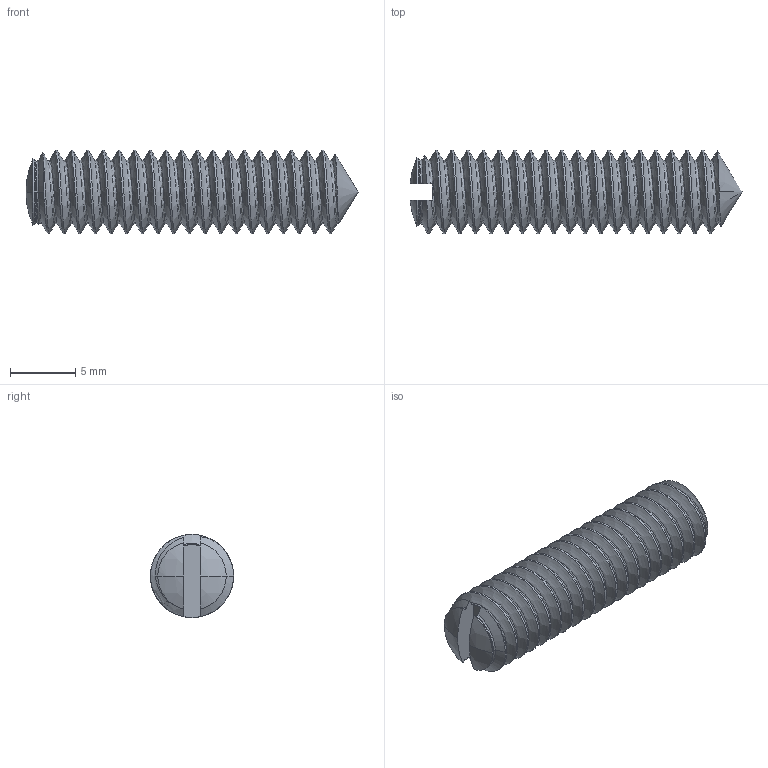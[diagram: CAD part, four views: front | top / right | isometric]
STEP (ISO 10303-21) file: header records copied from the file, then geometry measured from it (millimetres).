
FILE_DESCRIPTION (( 'STEP AP203' ), '1' );
FILE_NAME ('B005A1AA7C.3D.STEP', '2013-04-26T13:28:50', ( '' ), ( '' ), 'SwSTEP 2.0', 'SolidWorks 2010', '' );
FILE_SCHEMA (( 'CONFIG_CONTROL_DESIGN' ));
Length unit declared in the file: inch
Products named in the file (1): B005A1AA7C.3D
Bounding box: 25.37 x 6.35 x 6.35 mm (x, y, z)
Volume: 580.1 mm3; surface area: 753 mm2
Topology: 1 solids, 1 shells, 68 faces, 195 edges, 127 vertices
Faces by surface type: cylinder 38, cone 11, torus 6, bspline 6, sphere 4, plane 3
Entity records: 9118 total; most frequent: CARTESIAN_POINT 7583, ORIENTED_EDGE 386, DIRECTION 229, EDGE_CURVE 193, VERTEX_POINT 127, AXIS2_PLACEMENT_3D 91, EDGE_LOOP 68, ADVANCED_FACE 68
